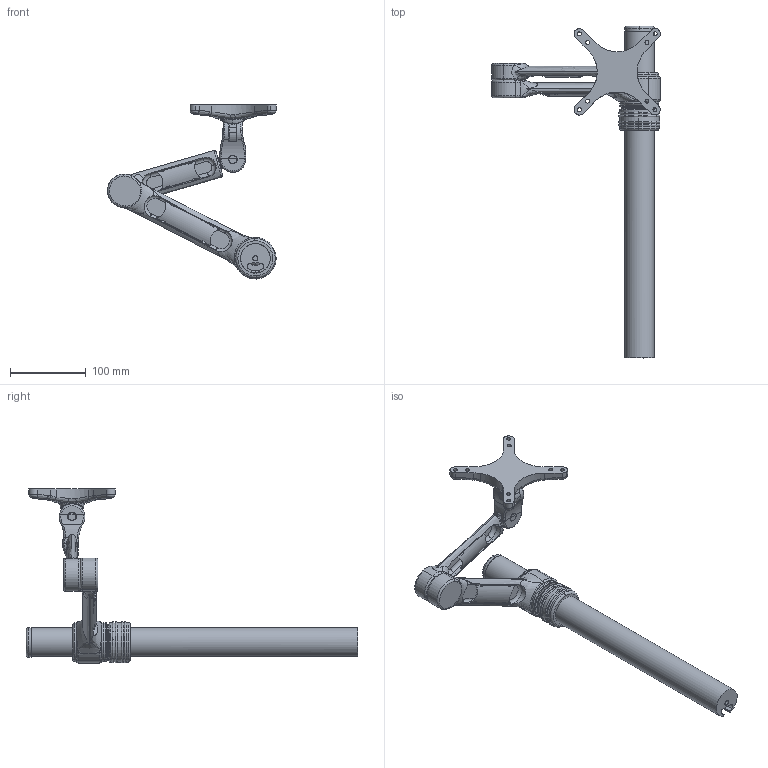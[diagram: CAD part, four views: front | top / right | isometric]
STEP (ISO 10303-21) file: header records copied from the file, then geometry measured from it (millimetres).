
FILE_DESCRIPTION (( 'STEP AP214' ), '1' );
FILE_NAME ('AF-AT SIMPLIFIED.STEP', '2019-07-16T12:33:49', ( '' ), ( '' ), 'SwSTEP 2.0', 'SolidWorks 2015', '' );
FILE_SCHEMA (( 'AUTOMOTIVE_DESIGN' ));
Length unit declared in the file: inch
Products named in the file (7): PRIMARY ARM 195 SIMPLIFIED; ROUND POST 430 SIMPLIFIED; AF-AT SIMPLIFIED; FQRP-1 SIMPLIFIED; YOKE 35 SIMPLIFIED_Default<As Machined>; SVF_PVF SIMPLIFIED; SECONDARY ARM 150 SIMPLIFIED
Assembly tree (6 placements, depth 2):
  AF-AT SIMPLIFIED
    ROUND POST 430 SIMPLIFIED
    PRIMARY ARM 195 SIMPLIFIED
    SECONDARY ARM 150 SIMPLIFIED
    YOKE 35 SIMPLIFIED_Default<As Machined>
    FQRP-1 SIMPLIFIED
    SVF_PVF SIMPLIFIED
Bounding box: 223.12 x 438.61 x 229.98 mm (x, y, z)
Volume: 775824 mm3; surface area: 189833.5 mm2
Topology: 10 solids, 10 shells, 499 faces, 1255 edges, 786 vertices
Faces by surface type: cylinder 167, plane 115, bspline 106, torus 91, cone 20
Entity records: 27177 total; most frequent: CARTESIAN_POINT 12293, ORIENTED_EDGE 2506, DIRECTION 2213, EDGE_CURVE 1253, AXIS2_PLACEMENT_3D 951, VERTEX_POINT 786, CIRCLE 549, EDGE_LOOP 533
